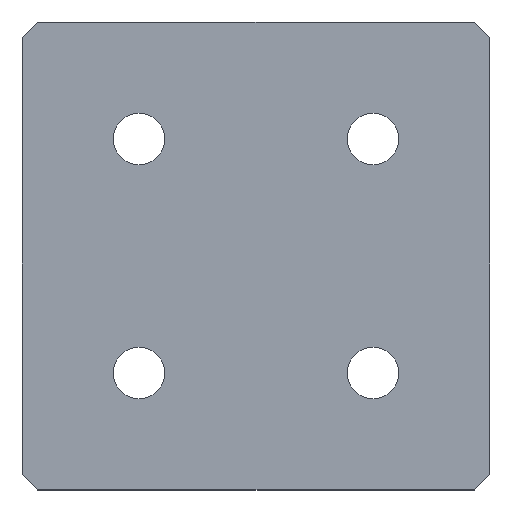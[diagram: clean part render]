
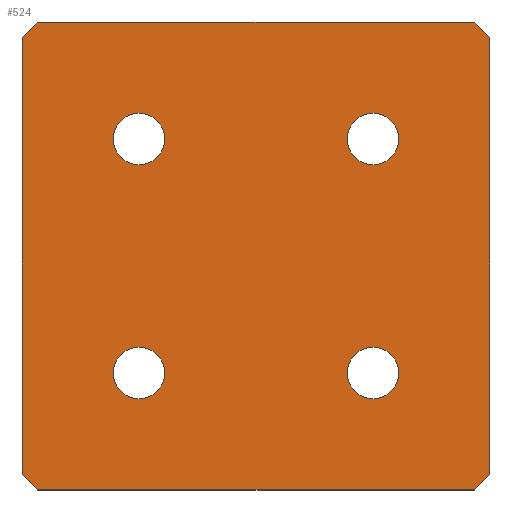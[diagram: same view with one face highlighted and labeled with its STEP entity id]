
A CAD part, top view. The second image highlights one B-rep face of the part: STEP entity #524.
In plain terms, the highlighted planar face has unit normal (0, 0, 1).
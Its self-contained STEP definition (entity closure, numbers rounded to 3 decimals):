
#2 = DIRECTION ( 'NONE',  ( 1., 0., 0. ) ) ;
#7 = CIRCLE ( 'NONE', #113, 3.3 ) ;
#21 = CARTESIAN_POINT ( 'NONE',  ( -11.7, 15., 2. ) ) ;
#41 = CARTESIAN_POINT ( 'NONE',  ( 15., -15., 2. ) ) ;
#44 = DIRECTION ( 'NONE',  ( 0., 0., 1. ) ) ;
#59 = ORIENTED_EDGE ( 'NONE', *, *, #381, .F. ) ;
#61 = CARTESIAN_POINT ( 'NONE',  ( 18.3, 15., 2. ) ) ;
#66 = LINE ( 'NONE', #364, #504 ) ;
#68 = AXIS2_PLACEMENT_3D ( 'NONE', #514, #567, #137 ) ;
#73 = CARTESIAN_POINT ( 'NONE',  ( 30., -30., 2. ) ) ;
#79 = ORIENTED_EDGE ( 'NONE', *, *, #406, .T. ) ;
#80 = CARTESIAN_POINT ( 'NONE',  ( -18.3, -15., 2. ) ) ;
#82 = CARTESIAN_POINT ( 'NONE',  ( 11.7, 15., 2. ) ) ;
#84 = CARTESIAN_POINT ( 'NONE',  ( -30., -30., 2. ) ) ;
#90 = VERTEX_POINT ( 'NONE', #508 ) ;
#95 = CIRCLE ( 'NONE', #68, 3.3 ) ;
#101 = EDGE_LOOP ( 'NONE', ( #59, #533 ) ) ;
#102 = LINE ( 'NONE', #544, #162 ) ;
#106 = DIRECTION ( 'NONE',  ( 0., 0., 1. ) ) ;
#109 = DIRECTION ( 'NONE',  ( 0., 0., 1. ) ) ;
#113 = AXIS2_PLACEMENT_3D ( 'NONE', #331, #235, #531 ) ;
#114 = CIRCLE ( 'NONE', #512, 3.3 ) ;
#118 = CARTESIAN_POINT ( 'NONE',  ( -15., 15., 2. ) ) ;
#124 = CARTESIAN_POINT ( 'NONE',  ( 28., 30., 2. ) ) ;
#127 = CARTESIAN_POINT ( 'NONE',  ( -15., 15., 2. ) ) ;
#137 = DIRECTION ( 'NONE',  ( 1., 0., 0. ) ) ;
#140 = VERTEX_POINT ( 'NONE', #616 ) ;
#142 = DIRECTION ( 'NONE',  ( -1., 0., 0. ) ) ;
#147 = CARTESIAN_POINT ( 'NONE',  ( -30., 28., 2. ) ) ;
#154 = VERTEX_POINT ( 'NONE', #80 ) ;
#162 = VECTOR ( 'NONE', #455, 1000. ) ;
#163 = EDGE_LOOP ( 'NONE', ( #430, #355 ) ) ;
#182 = DIRECTION ( 'NONE',  ( 0., 0., 1. ) ) ;
#183 = VERTEX_POINT ( 'NONE', #386 ) ;
#193 = EDGE_CURVE ( 'NONE', #309, #491, #273, .T. ) ;
#198 = AXIS2_PLACEMENT_3D ( 'NONE', #118, #225, #422 ) ;
#206 = CARTESIAN_POINT ( 'NONE',  ( -28., -30., 2. ) ) ;
#211 = EDGE_CURVE ( 'NONE', #487, #621, #95, .T. ) ;
#213 = EDGE_LOOP ( 'NONE', ( #407, #234, #448, #79, #597, #630, #363, #525 ) ) ;
#217 = AXIS2_PLACEMENT_3D ( 'NONE', #617, #109, #605 ) ;
#225 = DIRECTION ( 'NONE',  ( 0., 0., 1. ) ) ;
#229 = EDGE_CURVE ( 'NONE', #621, #487, #7, .T. ) ;
#232 = LINE ( 'NONE', #84, #281 ) ;
#234 = ORIENTED_EDGE ( 'NONE', *, *, #391, .T. ) ;
#235 = DIRECTION ( 'NONE',  ( 0., 0., 1. ) ) ;
#236 = VECTOR ( 'NONE', #628, 1000. ) ;
#237 = DIRECTION ( 'NONE',  ( 1., 0., 0. ) ) ;
#238 = VERTEX_POINT ( 'NONE', #376 ) ;
#239 = EDGE_CURVE ( 'NONE', #301, #183, #232, .T. ) ;
#248 = AXIS2_PLACEMENT_3D ( 'NONE', #127, #44, #336 ) ;
#253 = VERTEX_POINT ( 'NONE', #433 ) ;
#256 = EDGE_LOOP ( 'NONE', ( #306, #556 ) ) ;
#259 = EDGE_CURVE ( 'NONE', #427, #309, #382, .T. ) ;
#267 = DIRECTION ( 'NONE',  ( 0., 1., 0. ) ) ;
#268 = CIRCLE ( 'NONE', #538, 3.3 ) ;
#273 = LINE ( 'NONE', #580, #421 ) ;
#275 = VERTEX_POINT ( 'NONE', #324 ) ;
#281 = VECTOR ( 'NONE', #395, 1000. ) ;
#285 = PLANE ( 'NONE',  #495 ) ;
#292 = VECTOR ( 'NONE', #314, 1000. ) ;
#294 = VECTOR ( 'NONE', #552, 1000. ) ;
#301 = VERTEX_POINT ( 'NONE', #147 ) ;
#304 = CARTESIAN_POINT ( 'NONE',  ( -15., -15., 2. ) ) ;
#306 = ORIENTED_EDGE ( 'NONE', *, *, #229, .F. ) ;
#308 = VERTEX_POINT ( 'NONE', #206 ) ;
#309 = VERTEX_POINT ( 'NONE', #443 ) ;
#311 = ORIENTED_EDGE ( 'NONE', *, *, #486, .F. ) ;
#314 = DIRECTION ( 'NONE',  ( 0.707, -0.707, 0. ) ) ;
#324 = CARTESIAN_POINT ( 'NONE',  ( -18.3, 15., 2. ) ) ;
#325 = FACE_BOUND ( 'NONE', #256, .T. ) ;
#331 = CARTESIAN_POINT ( 'NONE',  ( 15., 15., 2. ) ) ;
#332 = DIRECTION ( 'NONE',  ( 0., 0., 1. ) ) ;
#336 = DIRECTION ( 'NONE',  ( 1., 0., 0. ) ) ;
#339 = DIRECTION ( 'NONE',  ( -1., 0., 0. ) ) ;
#350 = EDGE_CURVE ( 'NONE', #503, #427, #513, .T. ) ;
#351 = CARTESIAN_POINT ( 'NONE',  ( -30., 28., 2. ) ) ;
#354 = EDGE_LOOP ( 'NONE', ( #359, #311 ) ) ;
#355 = ORIENTED_EDGE ( 'NONE', *, *, #432, .F. ) ;
#359 = ORIENTED_EDGE ( 'NONE', *, *, #454, .F. ) ;
#363 = ORIENTED_EDGE ( 'NONE', *, *, #193, .T. ) ;
#364 = CARTESIAN_POINT ( 'NONE',  ( 30., -28., 2. ) ) ;
#372 = CARTESIAN_POINT ( 'NONE',  ( -28., -30., 2. ) ) ;
#374 = DIRECTION ( 'NONE',  ( 0.707, 0.707, 0. ) ) ;
#376 = CARTESIAN_POINT ( 'NONE',  ( 28., -30., 2. ) ) ;
#377 = FACE_BOUND ( 'NONE', #354, .T. ) ;
#381 = EDGE_CURVE ( 'NONE', #90, #154, #396, .T. ) ;
#382 = LINE ( 'NONE', #124, #236 ) ;
#386 = CARTESIAN_POINT ( 'NONE',  ( -30., -28., 2. ) ) ;
#391 = EDGE_CURVE ( 'NONE', #183, #308, #470, .T. ) ;
#392 = CARTESIAN_POINT ( 'NONE',  ( 30., -28., 2. ) ) ;
#395 = DIRECTION ( 'NONE',  ( 0., -1., 0. ) ) ;
#396 = CIRCLE ( 'NONE', #217, 3.3 ) ;
#406 = EDGE_CURVE ( 'NONE', #238, #503, #66, .T. ) ;
#407 = ORIENTED_EDGE ( 'NONE', *, *, #239, .T. ) ;
#415 = AXIS2_PLACEMENT_3D ( 'NONE', #41, #182, #237 ) ;
#421 = VECTOR ( 'NONE', #339, 1000. ) ;
#422 = DIRECTION ( 'NONE',  ( 1., 0., 0. ) ) ;
#427 = VERTEX_POINT ( 'NONE', #564 ) ;
#430 = ORIENTED_EDGE ( 'NONE', *, *, #461, .F. ) ;
#432 = EDGE_CURVE ( 'NONE', #275, #626, #594, .T. ) ;
#433 = CARTESIAN_POINT ( 'NONE',  ( 11.7, -15., 2. ) ) ;
#442 = CIRCLE ( 'NONE', #248, 3.3 ) ;
#443 = CARTESIAN_POINT ( 'NONE',  ( 28., 30., 2. ) ) ;
#448 = ORIENTED_EDGE ( 'NONE', *, *, #606, .T. ) ;
#454 = EDGE_CURVE ( 'NONE', #140, #253, #268, .T. ) ;
#455 = DIRECTION ( 'NONE',  ( 1., 0., 0. ) ) ;
#461 = EDGE_CURVE ( 'NONE', #626, #275, #442, .T. ) ;
#470 = LINE ( 'NONE', #372, #292 ) ;
#478 = FACE_OUTER_BOUND ( 'NONE', #213, .T. ) ;
#480 = DIRECTION ( 'NONE',  ( 0., 0., -1. ) ) ;
#486 = EDGE_CURVE ( 'NONE', #253, #140, #603, .T. ) ;
#487 = VERTEX_POINT ( 'NONE', #82 ) ;
#491 = VERTEX_POINT ( 'NONE', #573 ) ;
#495 = AXIS2_PLACEMENT_3D ( 'NONE', #516, #480, #142 ) ;
#496 = DIRECTION ( 'NONE',  ( 1., 0., 0. ) ) ;
#503 = VERTEX_POINT ( 'NONE', #392 ) ;
#504 = VECTOR ( 'NONE', #374, 1000. ) ;
#508 = CARTESIAN_POINT ( 'NONE',  ( -11.7, -15., 2. ) ) ;
#512 = AXIS2_PLACEMENT_3D ( 'NONE', #304, #106, #496 ) ;
#513 = LINE ( 'NONE', #73, #583 ) ;
#514 = CARTESIAN_POINT ( 'NONE',  ( 15., 15., 2. ) ) ;
#516 = CARTESIAN_POINT ( 'NONE',  ( 0., 0., 2. ) ) ;
#524 = ADVANCED_FACE ( 'NONE', ( #629, #325, #529, #377, #478 ), #285, .F. ) ;
#525 = ORIENTED_EDGE ( 'NONE', *, *, #598, .T. ) ;
#529 = FACE_BOUND ( 'NONE', #101, .T. ) ;
#531 = DIRECTION ( 'NONE',  ( 1., 0., 0. ) ) ;
#533 = ORIENTED_EDGE ( 'NONE', *, *, #612, .F. ) ;
#538 = AXIS2_PLACEMENT_3D ( 'NONE', #569, #332, #2 ) ;
#540 = LINE ( 'NONE', #351, #294 ) ;
#544 = CARTESIAN_POINT ( 'NONE',  ( -30., -30., 2. ) ) ;
#552 = DIRECTION ( 'NONE',  ( -0.707, -0.707, 0. ) ) ;
#556 = ORIENTED_EDGE ( 'NONE', *, *, #211, .F. ) ;
#564 = CARTESIAN_POINT ( 'NONE',  ( 30., 28., 2. ) ) ;
#567 = DIRECTION ( 'NONE',  ( 0., 0., 1. ) ) ;
#569 = CARTESIAN_POINT ( 'NONE',  ( 15., -15., 2. ) ) ;
#573 = CARTESIAN_POINT ( 'NONE',  ( -28., 30., 2. ) ) ;
#580 = CARTESIAN_POINT ( 'NONE',  ( -30., 30., 2. ) ) ;
#583 = VECTOR ( 'NONE', #267, 1000. ) ;
#594 = CIRCLE ( 'NONE', #198, 3.3 ) ;
#597 = ORIENTED_EDGE ( 'NONE', *, *, #350, .T. ) ;
#598 = EDGE_CURVE ( 'NONE', #491, #301, #540, .T. ) ;
#603 = CIRCLE ( 'NONE', #415, 3.3 ) ;
#605 = DIRECTION ( 'NONE',  ( 1., 0., 0. ) ) ;
#606 = EDGE_CURVE ( 'NONE', #308, #238, #102, .T. ) ;
#612 = EDGE_CURVE ( 'NONE', #154, #90, #114, .T. ) ;
#616 = CARTESIAN_POINT ( 'NONE',  ( 18.3, -15., 2. ) ) ;
#617 = CARTESIAN_POINT ( 'NONE',  ( -15., -15., 2. ) ) ;
#621 = VERTEX_POINT ( 'NONE', #61 ) ;
#626 = VERTEX_POINT ( 'NONE', #21 ) ;
#628 = DIRECTION ( 'NONE',  ( -0.707, 0.707, 0. ) ) ;
#629 = FACE_BOUND ( 'NONE', #163, .T. ) ;
#630 = ORIENTED_EDGE ( 'NONE', *, *, #259, .T. ) ;
